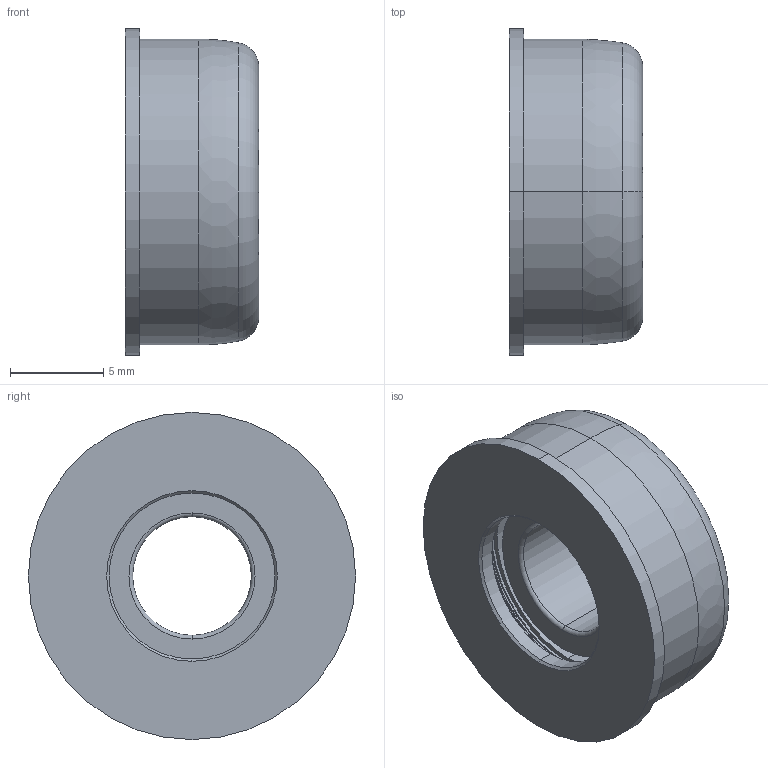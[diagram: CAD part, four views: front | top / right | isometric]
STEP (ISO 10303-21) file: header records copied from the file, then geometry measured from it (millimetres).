
FILE_DESCRIPTION (( 'STEP AP203' ), '1' );
FILE_NAME ('1293N105_Self-Aligning Flanged Ball Bearing.STEP', '2021-09-14T23:43:06', ( 'Administrator' ), ( 'Managed by Terraform' ), 'SwSTEP 2.0', 'SolidWorks 2017', '' );
FILE_SCHEMA (( 'CONFIG_CONTROL_DESIGN' ));
Length unit declared in the file: inch
Products named in the file (1): 1293N105_Self-Aligning Flanged Ball Bearing
Bounding box: 7.14 x 17.53 x 17.53 mm (x, y, z)
Volume: 1042.8 mm3; surface area: 2197.5 mm2
Topology: 15 solids, 15 shells, 165 faces, 402 edges, 254 vertices
Faces by surface type: cylinder 54, plane 47, torus 30, sphere 20, cone 14
Entity records: 4795 total; most frequent: CARTESIAN_POINT 1002, DIRECTION 858, ORIENTED_EDGE 704, AXIS2_PLACEMENT_3D 360, EDGE_CURVE 352, VERTEX_POINT 224, CIRCLE 194, EDGE_LOOP 182
